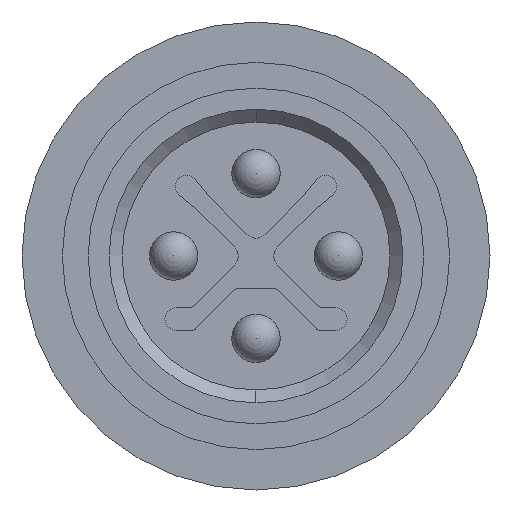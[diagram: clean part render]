
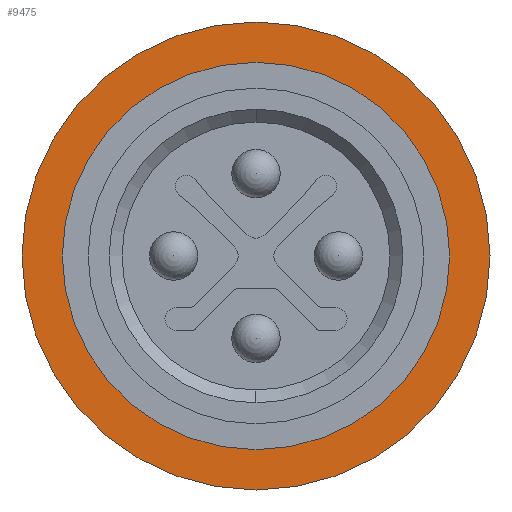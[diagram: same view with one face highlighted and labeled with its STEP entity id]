
A CAD part, left-side view. The second image highlights one B-rep face of the part: STEP entity #9475.
In plain terms, the highlighted planar face has unit normal (-1, 0, 0).
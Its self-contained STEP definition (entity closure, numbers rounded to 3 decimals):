
#860 = CARTESIAN_POINT ( 'NONE',  ( -6.3, 0., 6. ) ) ;
#936 = DIRECTION ( 'NONE',  ( 1., 0., 0. ) ) ;
#1107 = AXIS2_PLACEMENT_3D ( 'NONE', #8049, #936, #9251 ) ;
#1327 = CIRCLE ( 'NONE', #12063, 6. ) ;
#1497 = EDGE_CURVE ( 'NONE', #6559, #11302, #8911, .T. ) ;
#1610 = DIRECTION ( 'NONE',  ( -1., 0., 0. ) ) ;
#2012 = CARTESIAN_POINT ( 'NONE',  ( -6.3, 0., 0. ) ) ;
#2042 = ORIENTED_EDGE ( 'NONE', *, *, #12182, .F. ) ;
#3201 = DIRECTION ( 'NONE',  ( 0., 0., -1. ) ) ;
#3459 = ORIENTED_EDGE ( 'NONE', *, *, #1497, .F. ) ;
#3608 = DIRECTION ( 'NONE',  ( 1., 0., 0. ) ) ;
#4366 = CARTESIAN_POINT ( 'NONE',  ( -6.3, 0., 0. ) ) ;
#5228 = FACE_OUTER_BOUND ( 'NONE', #7520, .T. ) ;
#5498 = EDGE_LOOP ( 'NONE', ( #10393, #14715 ) ) ;
#5570 = DIRECTION ( 'NONE',  ( 0., 0., -1. ) ) ;
#6559 = VERTEX_POINT ( 'NONE', #11567 ) ;
#6792 = VERTEX_POINT ( 'NONE', #14452 ) ;
#6835 = CARTESIAN_POINT ( 'NONE',  ( -6.3, 0., 7.25 ) ) ;
#6906 = CIRCLE ( 'NONE', #9597, 6. ) ;
#7210 = AXIS2_PLACEMENT_3D ( 'NONE', #13509, #1610, #9941 ) ;
#7520 = EDGE_LOOP ( 'NONE', ( #3459, #2042 ) ) ;
#8049 = CARTESIAN_POINT ( 'NONE',  ( -6.3, 0., 0. ) ) ;
#8649 = EDGE_CURVE ( 'NONE', #6792, #13076, #1327, .T. ) ;
#8738 = PLANE ( 'NONE',  #7210 ) ;
#8911 = CIRCLE ( 'NONE', #1107, 7.25 ) ;
#9251 = DIRECTION ( 'NONE',  ( 0., 0., -1. ) ) ;
#9475 = ADVANCED_FACE ( 'NONE', ( #5228, #14759 ), #8738, .T. ) ;
#9597 = AXIS2_PLACEMENT_3D ( 'NONE', #4366, #12718, #5570 ) ;
#9636 = EDGE_CURVE ( 'NONE', #13076, #6792, #6906, .T. ) ;
#9941 = DIRECTION ( 'NONE',  ( 0., 0., 1. ) ) ;
#10326 = DIRECTION ( 'NONE',  ( 1., 0., 0. ) ) ;
#10393 = ORIENTED_EDGE ( 'NONE', *, *, #8649, .T. ) ;
#10738 = CARTESIAN_POINT ( 'NONE',  ( -6.3, 0., 0. ) ) ;
#11302 = VERTEX_POINT ( 'NONE', #6835 ) ;
#11567 = CARTESIAN_POINT ( 'NONE',  ( -6.3, 0., -7.25 ) ) ;
#11625 = AXIS2_PLACEMENT_3D ( 'NONE', #2012, #10326, #3201 ) ;
#11966 = DIRECTION ( 'NONE',  ( 0., 0., -1. ) ) ;
#12063 = AXIS2_PLACEMENT_3D ( 'NONE', #10738, #3608, #11966 ) ;
#12182 = EDGE_CURVE ( 'NONE', #11302, #6559, #15472, .T. ) ;
#12718 = DIRECTION ( 'NONE',  ( 1., 0., 0. ) ) ;
#13076 = VERTEX_POINT ( 'NONE', #860 ) ;
#13509 = CARTESIAN_POINT ( 'NONE',  ( -6.3, 0., 0. ) ) ;
#14452 = CARTESIAN_POINT ( 'NONE',  ( -6.3, 0., -6. ) ) ;
#14715 = ORIENTED_EDGE ( 'NONE', *, *, #9636, .T. ) ;
#14759 = FACE_BOUND ( 'NONE', #5498, .T. ) ;
#15472 = CIRCLE ( 'NONE', #11625, 7.25 ) ;
